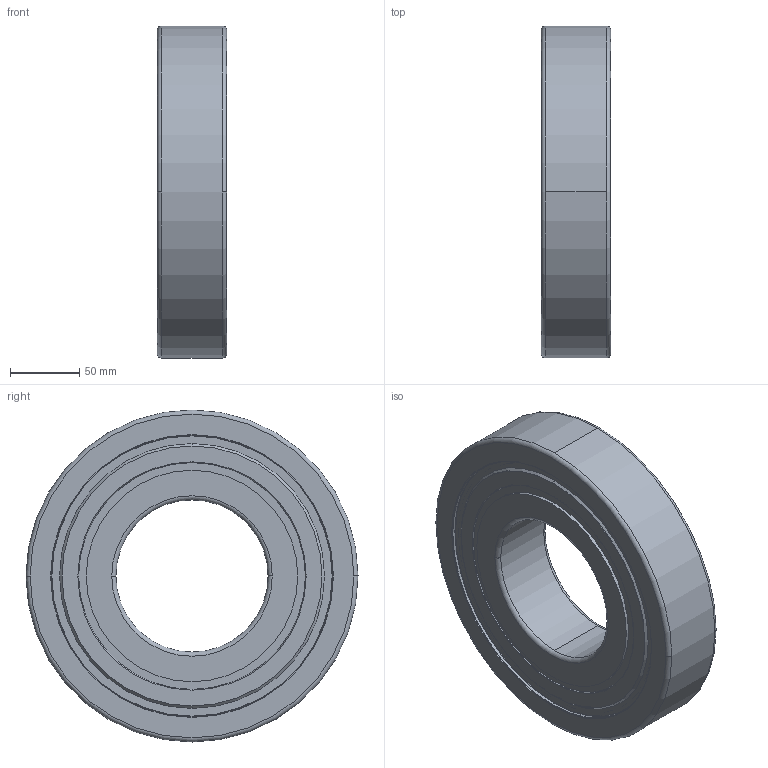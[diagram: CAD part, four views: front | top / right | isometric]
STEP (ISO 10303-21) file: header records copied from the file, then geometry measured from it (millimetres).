
FILE_DESCRIPTION(('STEP AP214'),'1');
FILE_NAME('6322-2z.stp','2025-10-01T10:36:33',('TraceParts'),('TraceParts S.A.S.'),'Spatial InterOp 3D',' ',' ');
FILE_SCHEMA(('AUTOMOTIVE_DESIGN { 1 0 10303 214 1 1 1 1 }'));
Length unit declared in the file: millimetre
Products named in the file (1): inafag_6322-2z_2bymcqbf1zxxj8uxbx1zbww7t_1
Bounding box: 50 x 240 x 240 mm (x, y, z)
Volume: 1243788.9 mm3; surface area: 265017.7 mm2
Topology: 13 solids, 13 shells, 106 faces, 256 edges, 152 vertices
Faces by surface type: cylinder 28, torus 24, plane 20, sphere 18, cone 16
Entity records: 3877 total; most frequent: DIRECTION 634, CARTESIAN_POINT 491, ORIENTED_EDGE 440, AXIS2_PLACEMENT_3D 295, EDGE_CURVE 220, CIRCLE 176, VERTEX_POINT 152, EDGE_LOOP 126
